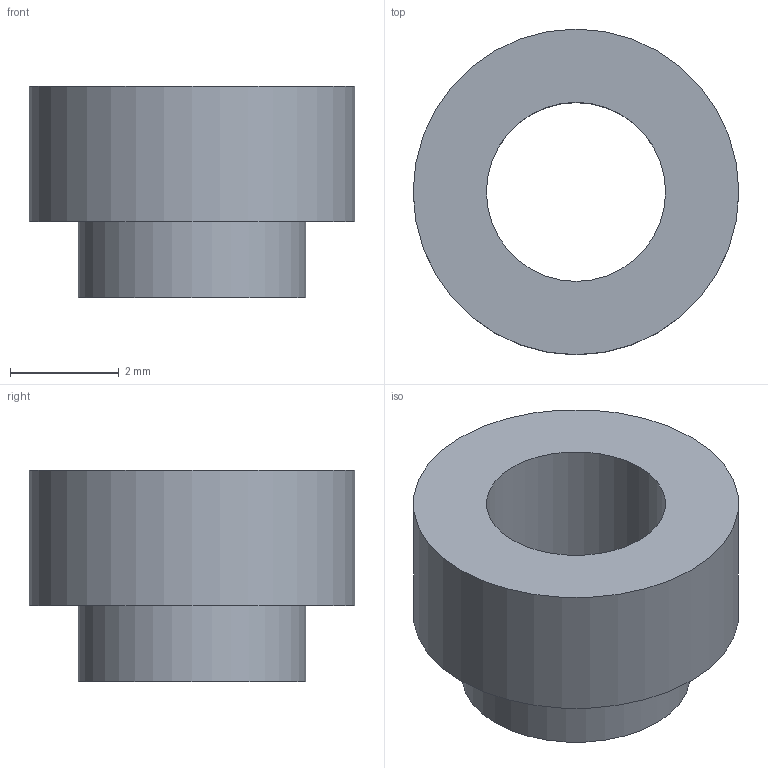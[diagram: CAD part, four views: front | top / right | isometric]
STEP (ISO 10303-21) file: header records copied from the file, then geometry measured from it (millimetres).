
FILE_DESCRIPTION(/* description */ ('model of Mounting_Wuerth_WA-SMST-3.3mm_H2.5mm_9774025960'),/* implementation_level */ '2;1');
FILE_NAME(/* name */ 'Mounting_Wuerth_WA-SMST-3.3mm_H2.5mm_9774025960.step',/* time_stamp */ '1970-01-01T00:00:00',/* author */ ('KiCAD','kicad'),/* organization */ ('OCCT'),/* preprocessor_version */ '',/* originating_system */ 'KiCAD',/* authorisation */ '');
FILE_SCHEMA(('AUTOMOTIVE_DESIGN { 1 0 10303 214 1 1 1 1 }'));
Length unit declared in the file: millimetre
Products named in the file (1): Mounting_Wuerth_WA-SMST-3.3mm_H2.5mm_9774025960
Bounding box: 6 x 6 x 3.9 mm (x, y, z)
Volume: 56.7 mm3; surface area: 145.5 mm2
Topology: 1 solids, 1 shells, 6 faces, 9 edges, 6 vertices
Faces by surface type: cylinder 3, plane 3
Full cylindrical faces by diameter (mm): 3.3 x1, 4.2 x1, 6 x1
Entity records: 133 total; most frequent: CARTESIAN_POINT 14, ORIENTED_EDGE 14, AXIS2_PLACEMENT_3D 12, FACE_BOUND 9, EDGE_LOOP 9, EDGE_CURVE 9, DIRECTION 7, ADVANCED_FACE 6
